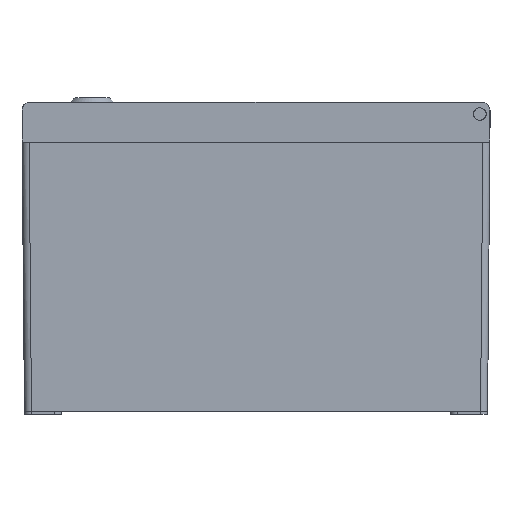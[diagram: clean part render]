
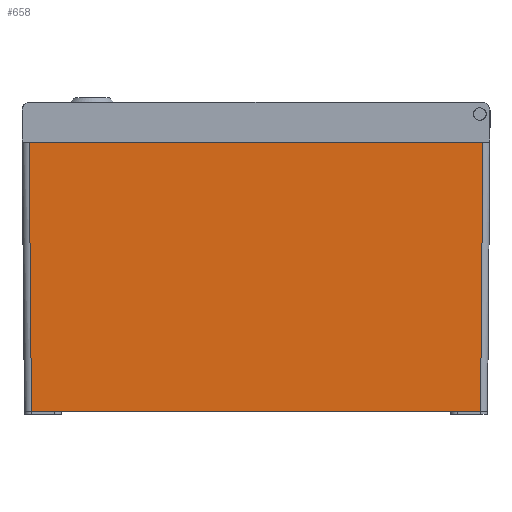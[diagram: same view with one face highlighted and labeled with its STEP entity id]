
A CAD part, front view. The second image highlights one B-rep face of the part: STEP entity #658.
In plain terms, the highlighted face is planar.
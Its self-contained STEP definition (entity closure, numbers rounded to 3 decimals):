
#658 = ADVANCED_FACE ( 'NONE', ( #13607 ), #54075, .T. ) ;
#1330 = EDGE_CURVE ( 'NONE', #26441, #26436, #13122, .T. ) ;
#1346 = EDGE_CURVE ( 'NONE', #26374, #26445, #13108, .T. ) ;
#1351 = EDGE_CURVE ( 'NONE', #26441, #26440, #13105, .T. ) ;
#1355 = EDGE_CURVE ( 'NONE', #26445, #26440, #13104, .T. ) ;
#1356 = EDGE_CURVE ( 'NONE', #26436, #26375, #13102, .T. ) ;
#3613 = ORIENTED_EDGE ( 'NONE', *, *, #1351, .F. ) ;
#3668 = ORIENTED_EDGE ( 'NONE', *, *, #1355, .T. ) ;
#3671 = ORIENTED_EDGE ( 'NONE', *, *, #1330, .T. ) ;
#3679 = ORIENTED_EDGE ( 'NONE', *, *, #1356, .T. ) ;
#3687 = ORIENTED_EDGE ( 'NONE', *, *, #35259, .T. ) ;
#3689 = ORIENTED_EDGE ( 'NONE', *, *, #1346, .T. ) ;
#13101 = VECTOR ( 'NONE', #44665, 1000. ) ;
#13102 = LINE ( 'NONE', #44668, #13101 ) ;
#13103 = VECTOR ( 'NONE', #44674, 1000. ) ;
#13104 = LINE ( 'NONE', #44677, #13103 ) ;
#13105 = LINE ( 'NONE', #44707, #13106 ) ;
#13106 = VECTOR ( 'NONE', #44681, 1000. ) ;
#13107 = VECTOR ( 'NONE', #44726, 1000. ) ;
#13108 = LINE ( 'NONE', #44729, #13107 ) ;
#13121 = VECTOR ( 'NONE', #44790, 1000. ) ;
#13122 = LINE ( 'NONE', #44792, #13121 ) ;
#13607 = FACE_OUTER_BOUND ( 'NONE', #21772, .T. ) ;
#16633 = DIRECTION ( 'NONE',  ( 0., 0., 1. ) ) ;
#16634 = CARTESIAN_POINT ( 'NONE',  ( 0., -185.995, -250. ) ) ;
#19991 = CARTESIAN_POINT ( 'NONE',  ( 0., -185.995, 143.929 ) ) ;
#19995 = CARTESIAN_POINT ( 'NONE',  ( -172.5, -187.5, -145.435 ) ) ;
#19996 = CARTESIAN_POINT ( 'NONE',  ( -172.5, -187.5, 145.435 ) ) ;
#20000 = CARTESIAN_POINT ( 'NONE',  ( 0., -185.995, -143.929 ) ) ;
#20061 = CARTESIAN_POINT ( 'NONE',  ( 0., -185.995, -128.929 ) ) ;
#20062 = CARTESIAN_POINT ( 'NONE',  ( 0., -185.995, 128.929 ) ) ;
#21772 = EDGE_LOOP ( 'NONE', ( #3668, #3613, #3671, #3679, #3687, #3689 ) ) ;
#26374 = VERTEX_POINT ( 'NONE', #20062 ) ;
#26375 = VERTEX_POINT ( 'NONE', #20061 ) ;
#26436 = VERTEX_POINT ( 'NONE', #20000 ) ;
#26440 = VERTEX_POINT ( 'NONE', #19996 ) ;
#26441 = VERTEX_POINT ( 'NONE', #19995 ) ;
#26445 = VERTEX_POINT ( 'NONE', #19991 ) ;
#31963 = AXIS2_PLACEMENT_3D ( 'NONE', #54071, #54038, #54037 ) ;
#35259 = EDGE_CURVE ( 'NONE', #26375, #26374, #43965, .T. ) ;
#43947 = VECTOR ( 'NONE', #16633, 1000. ) ;
#43965 = LINE ( 'NONE', #16634, #43947 ) ;
#44665 = DIRECTION ( 'NONE',  ( 0., 0., 1. ) ) ;
#44668 = CARTESIAN_POINT ( 'NONE',  ( 0., -185.995, -250. ) ) ;
#44674 = DIRECTION ( 'NONE',  ( -1., -0.009, 0.009 ) ) ;
#44677 = CARTESIAN_POINT ( 'NONE',  ( -172.539, -187.5, 145.435 ) ) ;
#44681 = DIRECTION ( 'NONE',  ( 0., 0., 1. ) ) ;
#44707 = CARTESIAN_POINT ( 'NONE',  ( -172.5, -187.5, -250. ) ) ;
#44726 = DIRECTION ( 'NONE',  ( 0., 0., 1. ) ) ;
#44729 = CARTESIAN_POINT ( 'NONE',  ( 0., -185.995, -370.331 ) ) ;
#44790 = DIRECTION ( 'NONE',  ( 1., 0.009, 0.009 ) ) ;
#44792 = CARTESIAN_POINT ( 'NONE',  ( -0.039, -185.995, -143.93 ) ) ;
#54037 = DIRECTION ( 'NONE',  ( 1., 0.009, 0. ) ) ;
#54038 = DIRECTION ( 'NONE',  ( 0.009, -1., 0. ) ) ;
#54071 = CARTESIAN_POINT ( 'NONE',  ( -172.5, -187.5, -250. ) ) ;
#54075 = PLANE ( 'NONE',  #31963 ) ;
